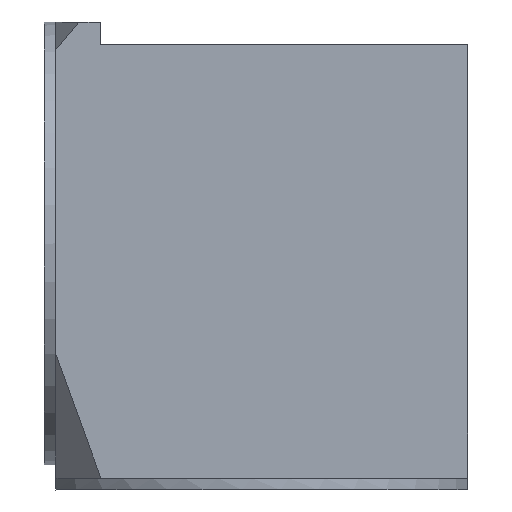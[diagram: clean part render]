
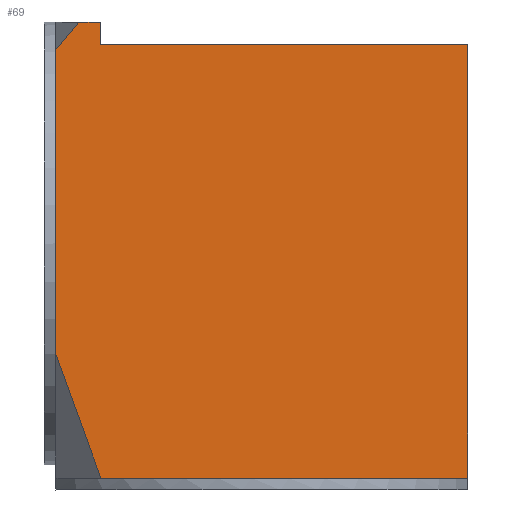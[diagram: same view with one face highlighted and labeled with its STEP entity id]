
A CAD part, front view. The second image highlights one B-rep face of the part: STEP entity #69.
In plain terms, the highlighted planar face has unit normal (0, -1, 0).
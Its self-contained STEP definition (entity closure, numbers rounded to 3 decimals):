
#41=PLANE('',#604);
#69=ADVANCED_FACE('',(#100),#41,.F.);
#100=FACE_OUTER_BOUND('',#128,.T.);
#128=EDGE_LOOP('',(#210,#211,#212,#213,#214,#215,#216,#217,#218,#219));
#210=ORIENTED_EDGE('',*,*,#388,.T.);
#211=ORIENTED_EDGE('',*,*,#387,.T.);
#212=ORIENTED_EDGE('',*,*,#367,.T.);
#213=ORIENTED_EDGE('',*,*,#389,.F.);
#214=ORIENTED_EDGE('',*,*,#390,.F.);
#215=ORIENTED_EDGE('',*,*,#391,.T.);
#216=ORIENTED_EDGE('',*,*,#392,.F.);
#217=ORIENTED_EDGE('',*,*,#393,.T.);
#218=ORIENTED_EDGE('',*,*,#394,.T.);
#219=ORIENTED_EDGE('',*,*,#395,.F.);
#315=VERTEX_POINT('',#809);
#318=VERTEX_POINT('',#819);
#319=VERTEX_POINT('',#821);
#324=VERTEX_POINT('',#833);
#335=VERTEX_POINT('',#863);
#336=VERTEX_POINT('',#865);
#337=VERTEX_POINT('',#867);
#338=VERTEX_POINT('',#869);
#339=VERTEX_POINT('',#871);
#340=VERTEX_POINT('',#874);
#367=EDGE_CURVE('',#319,#318,#432,.T.);
#387=EDGE_CURVE('',#315,#319,#447,.T.);
#388=EDGE_CURVE('',#335,#315,#448,.T.);
#389=EDGE_CURVE('',#336,#318,#449,.T.);
#390=EDGE_CURVE('',#337,#336,#450,.T.);
#391=EDGE_CURVE('',#337,#338,#451,.T.);
#392=EDGE_CURVE('',#339,#338,#452,.T.);
#393=EDGE_CURVE('',#339,#324,#453,.T.);
#394=EDGE_CURVE('',#324,#340,#454,.T.);
#395=EDGE_CURVE('',#335,#340,#455,.T.);
#432=LINE('',#820,#492);
#447=LINE('',#860,#507);
#448=LINE('',#862,#508);
#449=LINE('',#864,#509);
#450=LINE('',#866,#510);
#451=LINE('',#868,#511);
#452=LINE('',#870,#512);
#453=LINE('',#872,#513);
#454=LINE('',#873,#514);
#455=LINE('',#875,#515);
#492=VECTOR('',#666,1.);
#507=VECTOR('',#699,1.);
#508=VECTOR('',#702,1.);
#509=VECTOR('',#703,1.);
#510=VECTOR('',#704,1.);
#511=VECTOR('',#705,1.);
#512=VECTOR('',#706,1.);
#513=VECTOR('',#707,1.);
#514=VECTOR('',#708,1.);
#515=VECTOR('',#709,1.);
#604=AXIS2_PLACEMENT_3D('',#876,#710,#711);
#666=DIRECTION('',(0.,0.,1.));
#699=DIRECTION('',(1.,0.,0.));
#702=DIRECTION('',(1.,0.,0.));
#703=DIRECTION('',(1.,0.,0.));
#704=DIRECTION('',(0.,0.,-1.));
#705=DIRECTION('',(-1.,0.,0.));
#706=DIRECTION('',(0.643,0.,0.766));
#707=DIRECTION('',(0.,0.,-1.));
#708=DIRECTION('',(0.,0.,-1.));
#709=DIRECTION('',(-0.342,0.,0.94));
#710=DIRECTION('',(0.,1.,0.));
#711=DIRECTION('',(1.,0.,0.));
#809=CARTESIAN_POINT('',(-19.5,0.,-39.2));
#819=CARTESIAN_POINT('',(-0.03,0.,0.));
#820=CARTESIAN_POINT('',(-0.03,0.,-60.));
#821=CARTESIAN_POINT('',(-0.03,0.,-39.2));
#833=CARTESIAN_POINT('',(-37.2,0.,-18.));
#860=CARTESIAN_POINT('',(-11.439,0.,-39.2));
#862=CARTESIAN_POINT('',(-11.439,0.,-39.2));
#863=CARTESIAN_POINT('',(-33.137,0.,-39.2));
#864=CARTESIAN_POINT('',(-11.439,0.,0.));
#865=CARTESIAN_POINT('',(-33.2,0.,0.));
#866=CARTESIAN_POINT('',(-33.2,0.,2.));
#867=CARTESIAN_POINT('',(-33.2,0.,2.));
#868=CARTESIAN_POINT('',(-33.2,0.,2.));
#869=CARTESIAN_POINT('',(-35.138,0.,2.));
#870=CARTESIAN_POINT('',(-55.875,0.,-22.713));
#871=CARTESIAN_POINT('',(-37.2,0.,-0.457));
#872=CARTESIAN_POINT('',(-37.2,0.,-60.));
#873=CARTESIAN_POINT('',(-37.2,0.,-60.));
#874=CARTESIAN_POINT('',(-37.2,0.,-28.037));
#875=CARTESIAN_POINT('',(-23.914,0.,-64.541));
#876=CARTESIAN_POINT('',(-11.439,0.,-60.));
